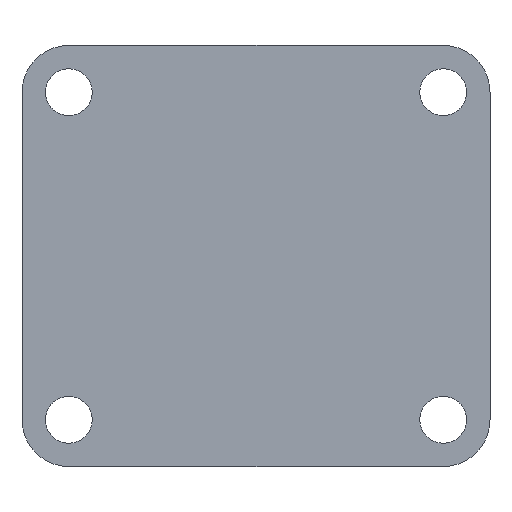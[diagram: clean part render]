
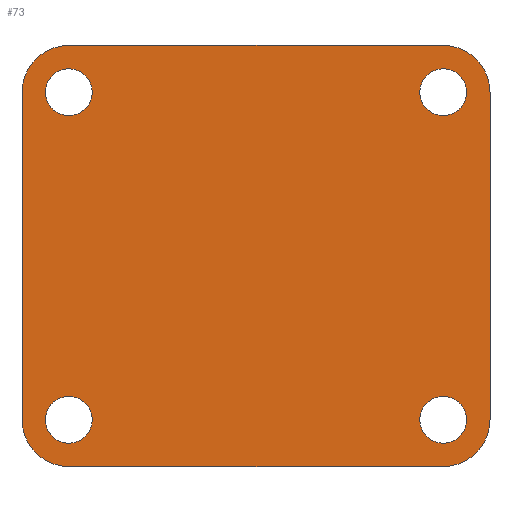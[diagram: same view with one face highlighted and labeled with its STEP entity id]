
A CAD part, front view. The second image highlights one B-rep face of the part: STEP entity #73.
In plain terms, the highlighted planar face has unit normal (0, -1, 0).
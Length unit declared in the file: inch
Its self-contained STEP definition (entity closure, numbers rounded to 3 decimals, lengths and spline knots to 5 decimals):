
#2 = CARTESIAN_POINT ( 'NONE',  ( 0., 0., -0.8 ) ) ;
#8 = EDGE_LOOP ( 'NONE', ( #709, #583 ) ) ;
#14 = ORIENTED_EDGE ( 'NONE', *, *, #844, .T. ) ;
#29 = DIRECTION ( 'NONE',  ( 0., 0., 1. ) ) ;
#31 = DIRECTION ( 'NONE',  ( 0., 1., 0. ) ) ;
#44 = AXIS2_PLACEMENT_3D ( 'NONE', #101, #589, #804 ) ;
#52 = LINE ( 'NONE', #61, #806 ) ;
#60 = DIRECTION ( 'NONE',  ( 0., 0., 1. ) ) ;
#61 = CARTESIAN_POINT ( 'NONE',  ( 0., 0., 0. ) ) ;
#68 = CARTESIAN_POINT ( 'NONE',  ( 0.9, 0., -0.05 ) ) ;
#73 = ADVANCED_FACE ( 'NONE', ( #830, #690, #557, #615, #827 ), #840, .T. ) ;
#77 = CARTESIAN_POINT ( 'NONE',  ( 0., 0., 0. ) ) ;
#99 = VECTOR ( 'NONE', #261, 39.37008 ) ;
#101 = CARTESIAN_POINT ( 'NONE',  ( 0.9, 0., -0.1 ) ) ;
#105 = VERTEX_POINT ( 'NONE', #291 ) ;
#109 = LINE ( 'NONE', #331, #99 ) ;
#112 = CIRCLE ( 'NONE', #398, 0.05 ) ;
#114 = CIRCLE ( 'NONE', #623, 0.05 ) ;
#139 = DIRECTION ( 'NONE',  ( 0., 0., -1. ) ) ;
#141 = EDGE_CURVE ( 'NONE', #802, #167, #277, .T. ) ;
#151 = VERTEX_POINT ( 'NONE', #562 ) ;
#156 = VERTEX_POINT ( 'NONE', #641 ) ;
#159 = CIRCLE ( 'NONE', #790, 0.05 ) ;
#162 = DIRECTION ( 'NONE',  ( 0., -1., 0. ) ) ;
#167 = VERTEX_POINT ( 'NONE', #567 ) ;
#173 = EDGE_CURVE ( 'NONE', #602, #643, #212, .T. ) ;
#180 = EDGE_CURVE ( 'NONE', #151, #748, #846, .T. ) ;
#183 = VERTEX_POINT ( 'NONE', #780 ) ;
#189 = CARTESIAN_POINT ( 'NONE',  ( 0.9, 0., -0.1 ) ) ;
#200 = AXIS2_PLACEMENT_3D ( 'NONE', #853, #500, #646 ) ;
#201 = AXIS2_PLACEMENT_3D ( 'NONE', #418, #439, #572 ) ;
#209 = DIRECTION ( 'NONE',  ( 0., 0., 1. ) ) ;
#212 = CIRCLE ( 'NONE', #326, 0.1 ) ;
#214 = EDGE_CURVE ( 'NONE', #246, #573, #879, .T. ) ;
#220 = EDGE_CURVE ( 'NONE', #802, #798, #788, .T. ) ;
#221 = DIRECTION ( 'NONE',  ( 0., 0., -1. ) ) ;
#238 = CARTESIAN_POINT ( 'NONE',  ( 0.9, 0., -0.8 ) ) ;
#243 = CARTESIAN_POINT ( 'NONE',  ( 1., 0., -0.8 ) ) ;
#246 = VERTEX_POINT ( 'NONE', #375 ) ;
#261 = DIRECTION ( 'NONE',  ( -1., 0., 0. ) ) ;
#265 = DIRECTION ( 'NONE',  ( 0., 0., -1. ) ) ;
#266 = AXIS2_PLACEMENT_3D ( 'NONE', #815, #545, #265 ) ;
#275 = ORIENTED_EDGE ( 'NONE', *, *, #543, .F. ) ;
#277 = LINE ( 'NONE', #77, #774 ) ;
#284 = ORIENTED_EDGE ( 'NONE', *, *, #141, .F. ) ;
#291 = CARTESIAN_POINT ( 'NONE',  ( 0.9, 0., -0.85 ) ) ;
#294 = DIRECTION ( 'NONE',  ( 0., 1., 0. ) ) ;
#324 = CARTESIAN_POINT ( 'NONE',  ( 0.1, 0., -0.1 ) ) ;
#326 = AXIS2_PLACEMENT_3D ( 'NONE', #490, #162, #776 ) ;
#331 = CARTESIAN_POINT ( 'NONE',  ( 0., 0., -0.9 ) ) ;
#349 = DIRECTION ( 'NONE',  ( 1., 0., 0. ) ) ;
#354 = VERTEX_POINT ( 'NONE', #654 ) ;
#359 = EDGE_CURVE ( 'NONE', #854, #354, #894, .T. ) ;
#375 = CARTESIAN_POINT ( 'NONE',  ( 0.1, 0., -0.75 ) ) ;
#383 = DIRECTION ( 'NONE',  ( 0., 0., 1. ) ) ;
#391 = ORIENTED_EDGE ( 'NONE', *, *, #706, .T. ) ;
#398 = AXIS2_PLACEMENT_3D ( 'NONE', #324, #407, #60 ) ;
#400 = CIRCLE ( 'NONE', #746, 0.05 ) ;
#401 = CARTESIAN_POINT ( 'NONE',  ( 0., 0., 0. ) ) ;
#407 = DIRECTION ( 'NONE',  ( 0., 1., 0. ) ) ;
#418 = CARTESIAN_POINT ( 'NONE',  ( 0.1, 0., -0.8 ) ) ;
#434 = DIRECTION ( 'NONE',  ( 0., -1., 0. ) ) ;
#439 = DIRECTION ( 'NONE',  ( 0., 1., 0. ) ) ;
#444 = EDGE_LOOP ( 'NONE', ( #732, #651, #782, #497, #284, #630, #275, #888 ) ) ;
#456 = ORIENTED_EDGE ( 'NONE', *, *, #586, .T. ) ;
#457 = CIRCLE ( 'NONE', #266, 0.05 ) ;
#464 = VERTEX_POINT ( 'NONE', #689 ) ;
#471 = DIRECTION ( 'NONE',  ( 0., 0., 1. ) ) ;
#490 = CARTESIAN_POINT ( 'NONE',  ( 0.1, 0., -0.8 ) ) ;
#494 = CARTESIAN_POINT ( 'NONE',  ( 0.1, 0., -0.05 ) ) ;
#497 = ORIENTED_EDGE ( 'NONE', *, *, #728, .T. ) ;
#500 = DIRECTION ( 'NONE',  ( 0., -1., 0. ) ) ;
#505 = CARTESIAN_POINT ( 'NONE',  ( 0.1, 0., -0.85 ) ) ;
#510 = CIRCLE ( 'NONE', #44, 0.1 ) ;
#521 = AXIS2_PLACEMENT_3D ( 'NONE', #849, #434, #221 ) ;
#532 = CIRCLE ( 'NONE', #565, 0.05 ) ;
#540 = CARTESIAN_POINT ( 'NONE',  ( 0.1, 0., -0.8 ) ) ;
#543 = EDGE_CURVE ( 'NONE', #602, #798, #52, .T. ) ;
#545 = DIRECTION ( 'NONE',  ( 0., 1., 0. ) ) ;
#549 = LINE ( 'NONE', #828, #610 ) ;
#557 = FACE_BOUND ( 'NONE', #745, .T. ) ;
#562 = CARTESIAN_POINT ( 'NONE',  ( 0.9, 0., -0.9 ) ) ;
#565 = AXIS2_PLACEMENT_3D ( 'NONE', #540, #899, #895 ) ;
#567 = CARTESIAN_POINT ( 'NONE',  ( 0.9, 0., 0. ) ) ;
#572 = DIRECTION ( 'NONE',  ( 0., 0., -1. ) ) ;
#573 = VERTEX_POINT ( 'NONE', #505 ) ;
#582 = AXIS2_PLACEMENT_3D ( 'NONE', #189, #31, #594 ) ;
#583 = ORIENTED_EDGE ( 'NONE', *, *, #889, .T. ) ;
#586 = EDGE_CURVE ( 'NONE', #105, #183, #400, .T. ) ;
#589 = DIRECTION ( 'NONE',  ( 0., -1., 0. ) ) ;
#594 = DIRECTION ( 'NONE',  ( 0., 0., -1. ) ) ;
#600 = CARTESIAN_POINT ( 'NONE',  ( 0.1, 0., -0.1 ) ) ;
#602 = VERTEX_POINT ( 'NONE', #2 ) ;
#610 = VECTOR ( 'NONE', #820, 39.37008 ) ;
#615 = FACE_BOUND ( 'NONE', #8, .T. ) ;
#621 = DIRECTION ( 'NONE',  ( 0., -1., 0. ) ) ;
#623 = AXIS2_PLACEMENT_3D ( 'NONE', #238, #800, #383 ) ;
#628 = CARTESIAN_POINT ( 'NONE',  ( 0.9, 0., -0.8 ) ) ;
#630 = ORIENTED_EDGE ( 'NONE', *, *, #220, .T. ) ;
#641 = CARTESIAN_POINT ( 'NONE',  ( 1., 0., -0.1 ) ) ;
#643 = VERTEX_POINT ( 'NONE', #852 ) ;
#646 = DIRECTION ( 'NONE',  ( 0., 0., -1. ) ) ;
#651 = ORIENTED_EDGE ( 'NONE', *, *, #180, .T. ) ;
#652 = CARTESIAN_POINT ( 'NONE',  ( 0., 0., -0.1 ) ) ;
#654 = CARTESIAN_POINT ( 'NONE',  ( 0.9, 0., -0.15 ) ) ;
#666 = VERTEX_POINT ( 'NONE', #494 ) ;
#689 = CARTESIAN_POINT ( 'NONE',  ( 0.1, 0., -0.15 ) ) ;
#690 = FACE_BOUND ( 'NONE', #845, .T. ) ;
#699 = EDGE_CURVE ( 'NONE', #666, #464, #159, .T. ) ;
#706 = EDGE_CURVE ( 'NONE', #183, #105, #114, .T. ) ;
#709 = ORIENTED_EDGE ( 'NONE', *, *, #699, .T. ) ;
#713 = EDGE_LOOP ( 'NONE', ( #794, #811 ) ) ;
#728 = EDGE_CURVE ( 'NONE', #156, #167, #510, .T. ) ;
#732 = ORIENTED_EDGE ( 'NONE', *, *, #803, .F. ) ;
#737 = CARTESIAN_POINT ( 'NONE',  ( 0.1, 0., 0. ) ) ;
#745 = EDGE_LOOP ( 'NONE', ( #881, #14 ) ) ;
#746 = AXIS2_PLACEMENT_3D ( 'NONE', #628, #294, #209 ) ;
#748 = VERTEX_POINT ( 'NONE', #243 ) ;
#774 = VECTOR ( 'NONE', #349, 39.37008 ) ;
#776 = DIRECTION ( 'NONE',  ( 0., 0., -1. ) ) ;
#780 = CARTESIAN_POINT ( 'NONE',  ( 0.9, 0., -0.75 ) ) ;
#782 = ORIENTED_EDGE ( 'NONE', *, *, #862, .F. ) ;
#788 = CIRCLE ( 'NONE', #200, 0.1 ) ;
#790 = AXIS2_PLACEMENT_3D ( 'NONE', #600, #795, #29 ) ;
#794 = ORIENTED_EDGE ( 'NONE', *, *, #214, .T. ) ;
#795 = DIRECTION ( 'NONE',  ( 0., 1., 0. ) ) ;
#798 = VERTEX_POINT ( 'NONE', #652 ) ;
#800 = DIRECTION ( 'NONE',  ( 0., 1., 0. ) ) ;
#802 = VERTEX_POINT ( 'NONE', #737 ) ;
#803 = EDGE_CURVE ( 'NONE', #151, #643, #109, .T. ) ;
#804 = DIRECTION ( 'NONE',  ( 0., 0., -1. ) ) ;
#806 = VECTOR ( 'NONE', #471, 39.37008 ) ;
#811 = ORIENTED_EDGE ( 'NONE', *, *, #822, .T. ) ;
#815 = CARTESIAN_POINT ( 'NONE',  ( 0.9, 0., -0.1 ) ) ;
#820 = DIRECTION ( 'NONE',  ( 0., 0., -1. ) ) ;
#822 = EDGE_CURVE ( 'NONE', #573, #246, #532, .T. ) ;
#827 = FACE_OUTER_BOUND ( 'NONE', #444, .T. ) ;
#828 = CARTESIAN_POINT ( 'NONE',  ( 1., 0., 0. ) ) ;
#830 = FACE_BOUND ( 'NONE', #713, .T. ) ;
#840 = PLANE ( 'NONE',  #906 ) ;
#844 = EDGE_CURVE ( 'NONE', #354, #854, #457, .T. ) ;
#845 = EDGE_LOOP ( 'NONE', ( #391, #456 ) ) ;
#846 = CIRCLE ( 'NONE', #521, 0.1 ) ;
#849 = CARTESIAN_POINT ( 'NONE',  ( 0.9, 0., -0.8 ) ) ;
#852 = CARTESIAN_POINT ( 'NONE',  ( 0.1, 0., -0.9 ) ) ;
#853 = CARTESIAN_POINT ( 'NONE',  ( 0.1, 0., -0.1 ) ) ;
#854 = VERTEX_POINT ( 'NONE', #68 ) ;
#862 = EDGE_CURVE ( 'NONE', #156, #748, #549, .T. ) ;
#879 = CIRCLE ( 'NONE', #201, 0.05 ) ;
#881 = ORIENTED_EDGE ( 'NONE', *, *, #359, .T. ) ;
#888 = ORIENTED_EDGE ( 'NONE', *, *, #173, .T. ) ;
#889 = EDGE_CURVE ( 'NONE', #464, #666, #112, .T. ) ;
#894 = CIRCLE ( 'NONE', #582, 0.05 ) ;
#895 = DIRECTION ( 'NONE',  ( 0., 0., -1. ) ) ;
#899 = DIRECTION ( 'NONE',  ( 0., 1., 0. ) ) ;
#906 = AXIS2_PLACEMENT_3D ( 'NONE', #401, #621, #139 ) ;
